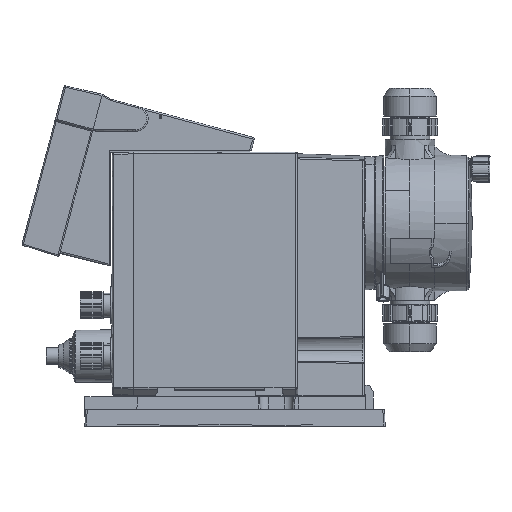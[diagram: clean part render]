
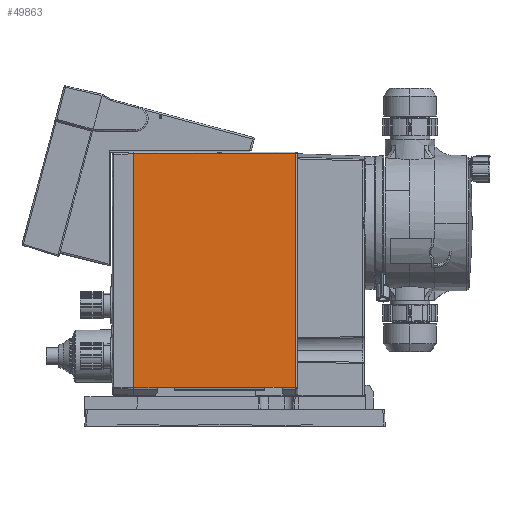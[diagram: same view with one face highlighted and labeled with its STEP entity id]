
A CAD part, left-side view. The second image highlights one B-rep face of the part: STEP entity #49863.
In plain terms, the highlighted free-form (B-spline) face has degree [1, 1] with [2, 2] control points.
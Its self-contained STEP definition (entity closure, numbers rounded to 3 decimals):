
#47024 = VERTEX_POINT('',#47025);
#47025 = CARTESIAN_POINT('',(-99.085,162.434,
    -58.998));
#47033 = VERTEX_POINT('',#47034);
#47034 = CARTESIAN_POINT('',(-99.085,162.434,
    54.578));
#47040 = EDGE_CURVE('',#47024,#47033,#47041,.T.);
#47041 = B_SPLINE_CURVE_WITH_KNOTS('',1,(#47042,#47043),.UNSPECIFIED.,
  .F.,.F.,(2,2),(-67.386,71.),
  .PIECEWISE_BEZIER_KNOTS.);
#47042 = CARTESIAN_POINT('',(-99.085,162.434,
    -58.998));
#47043 = CARTESIAN_POINT('',(-99.085,162.434,
    54.578));
#48127 = VERTEX_POINT('',#48128);
#48128 = CARTESIAN_POINT('',(-99.085,229.692,
    -58.682));
#48133 = EDGE_CURVE('',#48134,#48127,#48136,.T.);
#48134 = VERTEX_POINT('',#48135);
#48135 = CARTESIAN_POINT('',(-99.085,229.698,
    -58.998));
#48136 = B_SPLINE_CURVE_WITH_KNOTS('',1,(#48137,#48138),.UNSPECIFIED.,
  .F.,.F.,(2,2),(-0.193,0.193),
  .PIECEWISE_BEZIER_KNOTS.);
#48137 = CARTESIAN_POINT('',(-99.085,229.698,
    -58.998));
#48138 = CARTESIAN_POINT('',(-99.085,229.692,
    -58.682));
#48260 = VERTEX_POINT('',#48261);
#48261 = CARTESIAN_POINT('',(-99.085,169.117,
    -58.998));
#48268 = EDGE_CURVE('',#48269,#48260,#48271,.T.);
#48269 = VERTEX_POINT('',#48270);
#48270 = CARTESIAN_POINT('',(-99.085,169.123,
    -58.682));
#48271 = B_SPLINE_CURVE_WITH_KNOTS('',1,(#48272,#48273),.UNSPECIFIED.,
  .F.,.F.,(2,2),(-0.193,0.193),
  .PIECEWISE_BEZIER_KNOTS.);
#48272 = CARTESIAN_POINT('',(-99.085,169.123,
    -58.682));
#48273 = CARTESIAN_POINT('',(-99.085,169.117,
    -58.998));
#49863 = ADVANCED_FACE('',(#49864),#49926,.T.);
#49864 = FACE_BOUND('',#49865,.T.);
#49865 = EDGE_LOOP('',(#49866,#49871,#49872,#49879,#49886,#49891,#49892,
    #49899,#49906,#49913,#49920,#49925));
#49866 = ORIENTED_EDGE('',*,*,#49867,.F.);
#49867 = EDGE_CURVE('',#47024,#48260,#49868,.T.);
#49868 = B_SPLINE_CURVE_WITH_KNOTS('',1,(#49869,#49870),.UNSPECIFIED.,
  .F.,.F.,(2,2),(-4.072,4.072),.PIECEWISE_BEZIER_KNOTS.);
#49869 = CARTESIAN_POINT('',(-99.085,162.434,
    -58.998));
#49870 = CARTESIAN_POINT('',(-99.085,169.117,
    -58.998));
#49871 = ORIENTED_EDGE('',*,*,#47040,.T.);
#49872 = ORIENTED_EDGE('',*,*,#49873,.T.);
#49873 = EDGE_CURVE('',#47033,#49874,#49876,.T.);
#49874 = VERTEX_POINT('',#49875);
#49875 = CARTESIAN_POINT('',(-99.085,241.224,
    54.579));
#49876 = B_SPLINE_CURVE_WITH_KNOTS('',1,(#49877,#49878),.UNSPECIFIED.,
  .F.,.F.,(2,2),(-48.,48.),
  .PIECEWISE_BEZIER_KNOTS.);
#49877 = CARTESIAN_POINT('',(-99.085,162.434,
    54.578));
#49878 = CARTESIAN_POINT('',(-99.085,241.224,
    54.579));
#49879 = ORIENTED_EDGE('',*,*,#49880,.F.);
#49880 = EDGE_CURVE('',#49881,#49874,#49883,.T.);
#49881 = VERTEX_POINT('',#49882);
#49882 = CARTESIAN_POINT('',(-99.085,241.224,
    -58.999));
#49883 = B_SPLINE_CURVE_WITH_KNOTS('',1,(#49884,#49885),.UNSPECIFIED.,
  .F.,.F.,(2,2),(-69.193,69.193),
  .PIECEWISE_BEZIER_KNOTS.);
#49884 = CARTESIAN_POINT('',(-99.085,241.224,
    -58.999));
#49885 = CARTESIAN_POINT('',(-99.085,241.224,
    54.579));
#49886 = ORIENTED_EDGE('',*,*,#49887,.F.);
#49887 = EDGE_CURVE('',#48134,#49881,#49888,.T.);
#49888 = B_SPLINE_CURVE_WITH_KNOTS('',1,(#49889,#49890),.UNSPECIFIED.,
  .F.,.F.,(2,2),(-7.022,7.022),
  .PIECEWISE_BEZIER_KNOTS.);
#49889 = CARTESIAN_POINT('',(-99.085,229.698,
    -58.998));
#49890 = CARTESIAN_POINT('',(-99.085,241.224,
    -58.999));
#49891 = ORIENTED_EDGE('',*,*,#48133,.T.);
#49892 = ORIENTED_EDGE('',*,*,#49893,.F.);
#49893 = EDGE_CURVE('',#49894,#48127,#49896,.T.);
#49894 = VERTEX_POINT('',#49895);
#49895 = CARTESIAN_POINT('',(-99.085,221.321,
    -58.682));
#49896 = B_SPLINE_CURVE_WITH_KNOTS('',1,(#49897,#49898),.UNSPECIFIED.,
  .F.,.F.,(2,2),(-5.1,5.1),
  .PIECEWISE_BEZIER_KNOTS.);
#49897 = CARTESIAN_POINT('',(-99.085,221.321,
    -58.682));
#49898 = CARTESIAN_POINT('',(-99.085,229.692,
    -58.682));
#49899 = ORIENTED_EDGE('',*,*,#49900,.F.);
#49900 = EDGE_CURVE('',#49901,#49894,#49903,.T.);
#49901 = VERTEX_POINT('',#49902);
#49902 = CARTESIAN_POINT('',(-99.085,221.321,
    -58.998));
#49903 = B_SPLINE_CURVE_WITH_KNOTS('',1,(#49904,#49905),.UNSPECIFIED.,
  .F.,.F.,(2,2),(-0.193,0.193),
  .PIECEWISE_BEZIER_KNOTS.);
#49904 = CARTESIAN_POINT('',(-99.085,221.321,
    -58.998));
#49905 = CARTESIAN_POINT('',(-99.085,221.321,
    -58.682));
#49906 = ORIENTED_EDGE('',*,*,#49907,.F.);
#49907 = EDGE_CURVE('',#49908,#49901,#49910,.T.);
#49908 = VERTEX_POINT('',#49909);
#49909 = CARTESIAN_POINT('',(-99.085,177.494,
    -58.998));
#49910 = B_SPLINE_CURVE_WITH_KNOTS('',1,(#49911,#49912),.UNSPECIFIED.,
  .F.,.F.,(2,2),(-26.7,26.7),
  .PIECEWISE_BEZIER_KNOTS.);
#49911 = CARTESIAN_POINT('',(-99.085,177.494,
    -58.998));
#49912 = CARTESIAN_POINT('',(-99.085,221.321,
    -58.998));
#49913 = ORIENTED_EDGE('',*,*,#49914,.T.);
#49914 = EDGE_CURVE('',#49908,#49915,#49917,.T.);
#49915 = VERTEX_POINT('',#49916);
#49916 = CARTESIAN_POINT('',(-99.085,177.494,
    -58.682));
#49917 = B_SPLINE_CURVE_WITH_KNOTS('',1,(#49918,#49919),.UNSPECIFIED.,
  .F.,.F.,(2,2),(-0.193,0.193),.PIECEWISE_BEZIER_KNOTS.);
#49918 = CARTESIAN_POINT('',(-99.085,177.494,
    -58.998));
#49919 = CARTESIAN_POINT('',(-99.085,177.494,
    -58.682));
#49920 = ORIENTED_EDGE('',*,*,#49921,.F.);
#49921 = EDGE_CURVE('',#48269,#49915,#49922,.T.);
#49922 = B_SPLINE_CURVE_WITH_KNOTS('',1,(#49923,#49924),.UNSPECIFIED.,
  .F.,.F.,(2,2),(-5.1,5.1),
  .PIECEWISE_BEZIER_KNOTS.);
#49923 = CARTESIAN_POINT('',(-99.085,169.123,
    -58.682));
#49924 = CARTESIAN_POINT('',(-99.085,177.494,
    -58.682));
#49925 = ORIENTED_EDGE('',*,*,#48268,.T.);
#49926 = B_SPLINE_SURFACE_WITH_KNOTS('',1,1,(
    (#49927,#49928)
    ,(#49929,#49930
    )),.UNSPECIFIED.,.F.,.F.,.F.,(2,2),(2,2),(-103.938,
    34.449),(-76.85,19.15),
  .PIECEWISE_BEZIER_KNOTS.);
#49927 = CARTESIAN_POINT('',(-99.085,162.434,
    -58.999));
#49928 = CARTESIAN_POINT('',(-99.085,241.224,
    -58.999));
#49929 = CARTESIAN_POINT('',(-99.085,162.434,
    54.579));
#49930 = CARTESIAN_POINT('',(-99.085,241.224,
    54.579));
